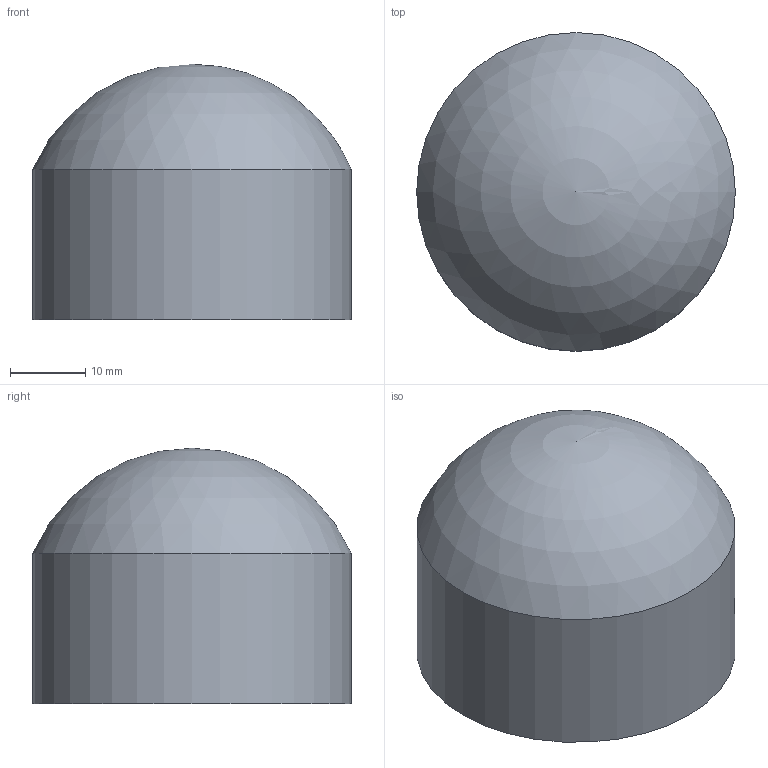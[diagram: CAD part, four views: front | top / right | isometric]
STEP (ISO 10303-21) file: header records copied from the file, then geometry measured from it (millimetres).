
FILE_DESCRIPTION(/* description */ (''),/* implementation_level */ '2;1');
FILE_NAME(/* name */ 'Kappen_hohl_X127.stp',/* time_stamp */ '2017-06-03T13:32:46+02:00',/* author */ (''),/* organization */ (''),/* preprocessor_version */ 'ST-DEVELOPER v16',/* originating_system */ 'SIEMENS PLM Software NX 11.0',/* authorisation */ '');
FILE_SCHEMA (('AUTOMOTIVE_DESIGN { 1 0 10303 214 3 1 1 1 }'));
Length unit declared in the file: millimetre
Products named in the file (1): Goge00E8C86Eyypp
Bounding box: 42.4 x 42.4 x 34 mm (x, y, z)
Volume: 12529.8 mm3; surface area: 8743.4 mm2
Topology: 1 solids, 1 shells, 5 faces, 11 edges, 7 vertices
Faces by surface type: cylinder 2, sphere 2, plane 1
Full cylindrical faces by diameter (mm): 36.4 x1, 42.4 x1
Entity records: 126 total; most frequent: DIRECTION 20, CARTESIAN_POINT 14, AXIS2_PLACEMENT_3D 10, EDGE_LOOP 8, ORIENTED_EDGE 8, FACE_BOUND 6, ADVANCED_FACE 5, VERTEX_POINT 4
